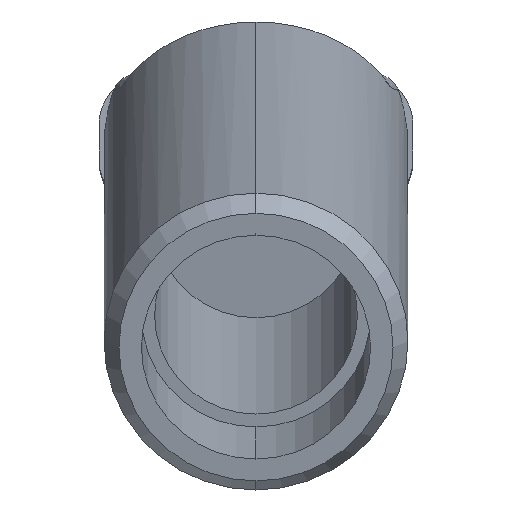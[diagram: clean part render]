
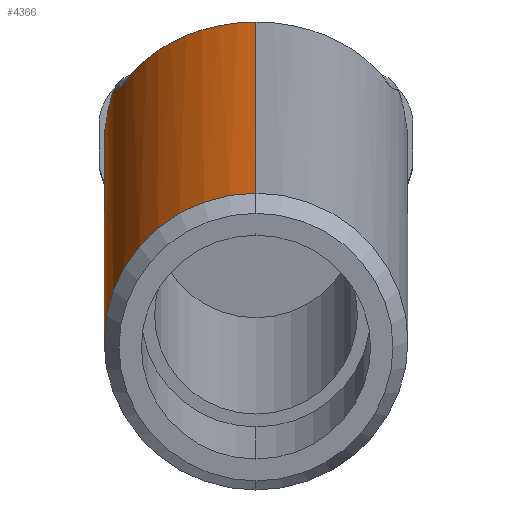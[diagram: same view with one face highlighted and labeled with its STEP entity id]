
A CAD part, top view. The second image highlights one B-rep face of the part: STEP entity #4366.
In plain terms, the highlighted cylindrical face has radius 3.05 mm (diameter 6.1 mm), a partial arc.
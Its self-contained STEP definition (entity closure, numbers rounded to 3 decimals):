
#4255=AXIS2_PLACEMENT_3D('Cylinder Axis2P3D',#4252,#4253,#4254) ;
#4308=AXIS2_PLACEMENT_3D('Circle Axis2P3D',#4306,#4307,$) ;
#4252=CARTESIAN_POINT('Axis2P3D Location',(3.15,5.571,38.484)) ;
#4258=CARTESIAN_POINT('Control Point',(0.2,6.169,32.2)) ;
#4259=CARTESIAN_POINT('Control Point',(0.2,6.17,32.2)) ;
#4260=CARTESIAN_POINT('Control Point',(0.199,6.172,32.2)) ;
#4261=CARTESIAN_POINT('Vertex',(0.199,6.172,32.2)) ;
#4263=CARTESIAN_POINT('Vertex',(0.2,6.169,32.2)) ;
#4266=CARTESIAN_POINT('Line Origine',(0.2,4.813,38.316)) ;
#4270=CARTESIAN_POINT('Vertex',(0.2,7.011,28.4)) ;
#4274=CARTESIAN_POINT('Control Point',(0.444,6.365,28.4)) ;
#4275=CARTESIAN_POINT('Control Point',(0.339,6.571,28.4)) ;
#4276=CARTESIAN_POINT('Control Point',(0.257,6.788,28.4)) ;
#4277=CARTESIAN_POINT('Control Point',(0.2,7.011,28.4)) ;
#4278=CARTESIAN_POINT('Vertex',(0.444,6.365,28.4)) ;
#4282=CARTESIAN_POINT('Control Point',(0.604,5.651,30.362)) ;
#4283=CARTESIAN_POINT('Control Point',(0.544,5.889,29.709)) ;
#4284=CARTESIAN_POINT('Control Point',(0.491,6.127,29.054)) ;
#4285=CARTESIAN_POINT('Control Point',(0.444,6.365,28.4)) ;
#4286=CARTESIAN_POINT('Vertex',(0.604,5.651,30.362)) ;
#4290=CARTESIAN_POINT('Control Point',(3.15,4.041,31.292)) ;
#4291=CARTESIAN_POINT('Control Point',(2.485,4.041,31.292)) ;
#4292=CARTESIAN_POINT('Control Point',(1.817,4.259,31.166)) ;
#4293=CARTESIAN_POINT('Control Point',(1.296,4.666,30.931)) ;
#4294=CARTESIAN_POINT('Control Point',(0.894,5.133,30.661)) ;
#4295=CARTESIAN_POINT('Control Point',(0.604,5.651,30.362)) ;
#4296=CARTESIAN_POINT('Vertex',(3.15,4.041,31.292)) ;
#4299=CARTESIAN_POINT('Line Origine',(3.15,2.593,37.824)) ;
#4303=CARTESIAN_POINT('Vertex',(3.15,0.,49.52)) ;
#4306=CARTESIAN_POINT('Axis2P3D Location',(3.15,2.978,50.18)) ;
#4310=CARTESIAN_POINT('Vertex',(3.15,5.955,50.84)) ;
#4313=CARTESIAN_POINT('Line Origine',(3.15,8.548,39.144)) ;
#4317=CARTESIAN_POINT('Vertex',(3.15,9.417,35.224)) ;
#4321=CARTESIAN_POINT('Control Point',(3.15,9.417,35.224)) ;
#4322=CARTESIAN_POINT('Control Point',(2.411,9.417,35.224)) ;
#4323=CARTESIAN_POINT('Control Point',(1.669,9.236,34.987)) ;
#4324=CARTESIAN_POINT('Control Point',(1.112,8.897,34.546)) ;
#4325=CARTESIAN_POINT('Control Point',(0.704,8.516,34.05)) ;
#4326=CARTESIAN_POINT('Control Point',(0.434,8.097,33.504)) ;
#4327=CARTESIAN_POINT('Vertex',(0.434,8.097,33.504)) ;
#4331=CARTESIAN_POINT('Control Point',(0.434,8.097,33.504)) ;
#4332=CARTESIAN_POINT('Control Point',(0.377,8.08,33.07)) ;
#4333=CARTESIAN_POINT('Control Point',(0.329,8.062,32.636)) ;
#4334=CARTESIAN_POINT('Control Point',(0.288,8.044,32.2)) ;
#4335=CARTESIAN_POINT('Vertex',(0.288,8.044,32.2)) ;
#4339=CARTESIAN_POINT('Control Point',(0.288,8.044,32.2)) ;
#4340=CARTESIAN_POINT('Control Point',(0.249,7.936,32.2)) ;
#4341=CARTESIAN_POINT('Control Point',(0.216,7.826,32.2)) ;
#4342=CARTESIAN_POINT('Control Point',(0.189,7.715,32.2)) ;
#4343=CARTESIAN_POINT('Vertex',(0.189,7.715,32.2)) ;
#4347=CARTESIAN_POINT('Control Point',(0.199,6.172,32.2)) ;
#4348=CARTESIAN_POINT('Control Point',(0.07,6.675,32.2)) ;
#4349=CARTESIAN_POINT('Control Point',(0.067,7.21,32.2)) ;
#4350=CARTESIAN_POINT('Control Point',(0.189,7.715,32.2)) ;
#4253=DIRECTION('Axis2P3D Direction',(0.,-0.216,0.976)) ;
#4254=DIRECTION('Axis2P3D XDirection',(0.,0.976,0.216)) ;
#4267=DIRECTION('Vector Direction',(0.,-0.216,0.976)) ;
#4300=DIRECTION('Vector Direction',(0.,-0.216,0.976)) ;
#4307=DIRECTION('Axis2P3D Direction',(0.,-0.216,0.976)) ;
#4314=DIRECTION('Vector Direction',(0.,-0.216,0.976)) ;
#4268=VECTOR('Line Direction',#4267,1.) ;
#4301=VECTOR('Line Direction',#4300,1.) ;
#4315=VECTOR('Line Direction',#4314,1.) ;
#4353=ORIENTED_EDGE('',*,*,#4265,.T.) ;
#4354=ORIENTED_EDGE('',*,*,#4272,.T.) ;
#4355=ORIENTED_EDGE('',*,*,#4280,.F.) ;
#4356=ORIENTED_EDGE('',*,*,#4288,.F.) ;
#4357=ORIENTED_EDGE('',*,*,#4298,.F.) ;
#4358=ORIENTED_EDGE('',*,*,#4305,.F.) ;
#4359=ORIENTED_EDGE('',*,*,#4312,.F.) ;
#4360=ORIENTED_EDGE('',*,*,#4319,.T.) ;
#4361=ORIENTED_EDGE('',*,*,#4329,.F.) ;
#4362=ORIENTED_EDGE('',*,*,#4337,.T.) ;
#4363=ORIENTED_EDGE('',*,*,#4345,.T.) ;
#4364=ORIENTED_EDGE('',*,*,#4351,.F.) ;
#4366=ADVANCED_FACE('MLD_TS_TT_6_1_Kummer',(#4365),#4256,.T.) ;
#4257=B_SPLINE_CURVE_WITH_KNOTS('',2,(#4258,#4259,#4260),.UNSPECIFIED.,.F.,.U.,(3,3),(0.,0.004),.UNSPECIFIED.) ;
#4273=B_SPLINE_CURVE_WITH_KNOTS('',3,(#4274,#4275,#4276,#4277),.UNSPECIFIED.,.F.,.U.,(4,4),(0.312,1.29),.UNSPECIFIED.) ;
#4281=B_SPLINE_CURVE_WITH_KNOTS('',3,(#4282,#4283,#4284,#4285),.UNSPECIFIED.,.F.,.U.,(4,4),(0.,2.962),.UNSPECIFIED.) ;
#4289=B_SPLINE_CURVE_WITH_KNOTS('',5,(#4290,#4291,#4292,#4293,#4294,#4295),.UNSPECIFIED.,.F.,.U.,(6,6),(4.701,9.401),.UNSPECIFIED.) ;
#4320=B_SPLINE_CURVE_WITH_KNOTS('',5,(#4321,#4322,#4323,#4324,#4325,#4326),.UNSPECIFIED.,.F.,.U.,(6,6),(0.,5.221),.UNSPECIFIED.) ;
#4330=B_SPLINE_CURVE_WITH_KNOTS('',3,(#4331,#4332,#4333,#4334),.UNSPECIFIED.,.F.,.U.,(4,4),(10.224,12.072),.UNSPECIFIED.) ;
#4338=B_SPLINE_CURVE_WITH_KNOTS('',3,(#4339,#4340,#4341,#4342),.UNSPECIFIED.,.F.,.U.,(4,4),(0.509,0.995),.UNSPECIFIED.) ;
#4346=B_SPLINE_CURVE_WITH_KNOTS('',3,(#4347,#4348,#4349,#4350),.UNSPECIFIED.,.F.,.U.,(4,4),(0.004,2.209),.UNSPECIFIED.) ;
#4309=CIRCLE('generated circle',#4308,3.05) ;
#4256=CYLINDRICAL_SURFACE('generated cylinder',#4255,3.05) ;
#4265=EDGE_CURVE('',#4262,#4264,#4257,.F.) ;
#4272=EDGE_CURVE('',#4264,#4271,#4269,.F.) ;
#4280=EDGE_CURVE('',#4279,#4271,#4273,.T.) ;
#4288=EDGE_CURVE('',#4287,#4279,#4281,.T.) ;
#4298=EDGE_CURVE('',#4297,#4287,#4289,.T.) ;
#4305=EDGE_CURVE('',#4304,#4297,#4302,.F.) ;
#4312=EDGE_CURVE('',#4311,#4304,#4309,.T.) ;
#4319=EDGE_CURVE('',#4311,#4318,#4316,.F.) ;
#4329=EDGE_CURVE('',#4328,#4318,#4320,.F.) ;
#4337=EDGE_CURVE('',#4328,#4336,#4330,.T.) ;
#4345=EDGE_CURVE('',#4336,#4344,#4338,.T.) ;
#4351=EDGE_CURVE('',#4262,#4344,#4346,.T.) ;
#4352=EDGE_LOOP('',(#4353,#4354,#4355,#4356,#4357,#4358,#4359,#4360,#4361,#4362,#4363,#4364)) ;
#4365=FACE_OUTER_BOUND('',#4352,.T.) ;
#4269=LINE('Line',#4266,#4268) ;
#4302=LINE('Line',#4299,#4301) ;
#4316=LINE('Line',#4313,#4315) ;
#4262=VERTEX_POINT('',#4261) ;
#4264=VERTEX_POINT('',#4263) ;
#4271=VERTEX_POINT('',#4270) ;
#4279=VERTEX_POINT('',#4278) ;
#4287=VERTEX_POINT('',#4286) ;
#4297=VERTEX_POINT('',#4296) ;
#4304=VERTEX_POINT('',#4303) ;
#4311=VERTEX_POINT('',#4310) ;
#4318=VERTEX_POINT('',#4317) ;
#4328=VERTEX_POINT('',#4327) ;
#4336=VERTEX_POINT('',#4335) ;
#4344=VERTEX_POINT('',#4343) ;
